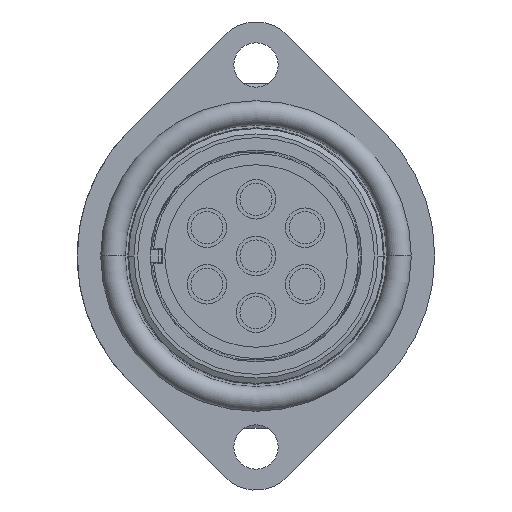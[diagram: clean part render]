
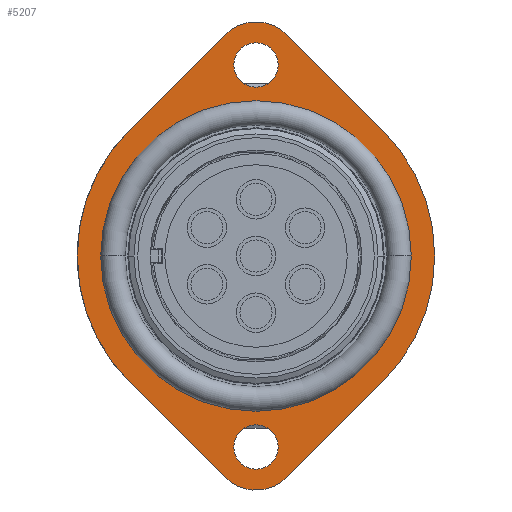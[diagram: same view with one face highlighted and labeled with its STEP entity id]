
A CAD part, left-side view. The second image highlights one B-rep face of the part: STEP entity #5207.
In plain terms, the highlighted planar face has unit normal (-1, 0, 0).
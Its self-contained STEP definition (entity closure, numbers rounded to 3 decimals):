
#839=CARTESIAN_POINT('',(-1.5,0.,0.));
#840=DIRECTION('',(-1.,0.,0.));
#841=DIRECTION('',(0.,-1.,0.));
#842=AXIS2_PLACEMENT_3D('',#839,#840,#841);
#844=CARTESIAN_POINT('',(-1.5,0.,0.));
#845=DIRECTION('',(-1.,0.,0.));
#846=DIRECTION('',(0.,-0.705,-0.71));
#847=AXIS2_PLACEMENT_3D('',#844,#845,#846);
#849=DIRECTION('',(0.,-0.71,0.705));
#850=VECTOR('',#849,10.92);
#851=CARTESIAN_POINT('',(-1.5,-2.466,-17.984));
#852=LINE('',#851,#850);
#853=CARTESIAN_POINT('',(-1.5,0.,-15.5));
#854=DIRECTION('',(-1.,0.,0.));
#855=DIRECTION('',(0.,0.705,-0.71));
#856=AXIS2_PLACEMENT_3D('',#853,#854,#855);
#858=DIRECTION('',(0.,-0.71,-0.705));
#859=VECTOR('',#858,10.92);
#860=CARTESIAN_POINT('',(-1.5,10.216,-10.29));
#861=LINE('',#860,#859);
#862=CARTESIAN_POINT('',(-1.5,0.,0.));
#863=DIRECTION('',(-1.,0.,0.));
#864=DIRECTION('',(0.,1.,0.));
#865=AXIS2_PLACEMENT_3D('',#862,#863,#864);
#867=CARTESIAN_POINT('',(-1.5,0.,0.));
#868=DIRECTION('',(-1.,0.,0.));
#869=DIRECTION('',(0.,0.705,0.71));
#870=AXIS2_PLACEMENT_3D('',#867,#868,#869);
#872=DIRECTION('',(0.,0.71,-0.705));
#873=VECTOR('',#872,10.92);
#874=CARTESIAN_POINT('',(-1.5,2.466,17.984));
#875=LINE('',#874,#873);
#876=CARTESIAN_POINT('',(-1.5,0.,15.5));
#877=DIRECTION('',(-1.,0.,0.));
#878=DIRECTION('',(0.,-0.705,0.71));
#879=AXIS2_PLACEMENT_3D('',#876,#877,#878);
#881=DIRECTION('',(0.,0.71,0.705));
#882=VECTOR('',#881,10.92);
#883=CARTESIAN_POINT('',(-1.5,-10.216,10.29));
#884=LINE('',#883,#882);
#885=CARTESIAN_POINT('',(-1.5,0.,0.));
#886=DIRECTION('',(1.,0.,0.));
#887=DIRECTION('',(0.,1.,0.));
#888=AXIS2_PLACEMENT_3D('',#885,#886,#887);
#890=CARTESIAN_POINT('',(-1.5,0.,0.));
#891=DIRECTION('',(1.,0.,0.));
#892=DIRECTION('',(0.,-1.,0.));
#893=AXIS2_PLACEMENT_3D('',#890,#891,#892);
#895=CARTESIAN_POINT('',(-1.5,0.,-15.5));
#896=DIRECTION('',(1.,0.,0.));
#897=DIRECTION('',(0.,-1.,0.));
#898=AXIS2_PLACEMENT_3D('',#895,#896,#897);
#900=CARTESIAN_POINT('',(-1.5,0.,-15.5));
#901=DIRECTION('',(1.,0.,0.));
#902=DIRECTION('',(0.,1.,0.));
#903=AXIS2_PLACEMENT_3D('',#900,#901,#902);
#905=CARTESIAN_POINT('',(-1.5,0.,15.5));
#906=DIRECTION('',(1.,0.,0.));
#907=DIRECTION('',(0.,-1.,0.));
#908=AXIS2_PLACEMENT_3D('',#905,#906,#907);
#910=CARTESIAN_POINT('',(-1.5,0.,15.5));
#911=DIRECTION('',(1.,0.,0.));
#912=DIRECTION('',(0.,1.,0.));
#913=AXIS2_PLACEMENT_3D('',#910,#911,#912);
#3410=CARTESIAN_POINT('',(-1.5,-14.5,0.));
#3411=CARTESIAN_POINT('',(-1.5,-10.216,10.29));
#3412=VERTEX_POINT('',#3410);
#3413=VERTEX_POINT('',#3411);
#3414=CARTESIAN_POINT('',(-1.5,-10.216,-10.29));
#3415=VERTEX_POINT('',#3414);
#3416=CARTESIAN_POINT('',(-1.5,-2.466,-17.984));
#3417=VERTEX_POINT('',#3416);
#3418=CARTESIAN_POINT('',(-1.5,2.466,-17.984));
#3419=VERTEX_POINT('',#3418);
#3420=CARTESIAN_POINT('',(-1.5,10.216,-10.29));
#3421=VERTEX_POINT('',#3420);
#3422=CARTESIAN_POINT('',(-1.5,14.5,0.));
#3423=VERTEX_POINT('',#3422);
#3424=CARTESIAN_POINT('',(-1.5,10.216,10.29));
#3425=VERTEX_POINT('',#3424);
#3426=CARTESIAN_POINT('',(-1.5,2.466,17.984));
#3427=VERTEX_POINT('',#3426);
#3428=CARTESIAN_POINT('',(-1.5,-2.466,17.984));
#3429=VERTEX_POINT('',#3428);
#3430=CARTESIAN_POINT('',(-1.5,12.6,0.));
#3431=CARTESIAN_POINT('',(-1.5,-12.6,0.));
#3432=VERTEX_POINT('',#3430);
#3433=VERTEX_POINT('',#3431);
#3434=CARTESIAN_POINT('',(-1.5,-1.8,-15.5));
#3435=CARTESIAN_POINT('',(-1.5,1.8,-15.5));
#3436=VERTEX_POINT('',#3434);
#3437=VERTEX_POINT('',#3435);
#3438=CARTESIAN_POINT('',(-1.5,-1.8,15.5));
#3439=CARTESIAN_POINT('',(-1.5,1.8,15.5));
#3440=VERTEX_POINT('',#3438);
#3441=VERTEX_POINT('',#3439);
#5172=CARTESIAN_POINT('',(-1.5,0.,0.));
#5173=DIRECTION('',(1.,0.,0.));
#5174=DIRECTION('',(0.,0.,-1.));
#5175=AXIS2_PLACEMENT_3D('',#5172,#5173,#5174);
#5176=PLANE('',#5175);
#5177=ORIENTED_EDGE('',*,*,#5043,.F.);
#5178=ORIENTED_EDGE('',*,*,#5041,.F.);
#5179=ORIENTED_EDGE('',*,*,#5085,.F.);
#5180=ORIENTED_EDGE('',*,*,#5100,.F.);
#5181=ORIENTED_EDGE('',*,*,#5141,.F.);
#5182=ORIENTED_EDGE('',*,*,#5156,.F.);
#5183=ORIENTED_EDGE('',*,*,#5154,.F.);
#5184=ORIENTED_EDGE('',*,*,#4967,.F.);
#5185=ORIENTED_EDGE('',*,*,#4983,.F.);
#5186=ORIENTED_EDGE('',*,*,#5024,.F.);
#5187=EDGE_LOOP('',(#5177,#5178,#5179,#5180,#5181,#5182,#5183,#5184,#5185,
#5186));
#5188=FACE_OUTER_BOUND('',#5187,.F.);
#5190=ORIENTED_EDGE('',*,*,#5189,.F.);
#5192=ORIENTED_EDGE('',*,*,#5191,.F.);
#5193=EDGE_LOOP('',(#5190,#5192));
#5194=FACE_BOUND('',#5193,.F.);
#5196=ORIENTED_EDGE('',*,*,#5195,.F.);
#5198=ORIENTED_EDGE('',*,*,#5197,.F.);
#5199=EDGE_LOOP('',(#5196,#5198));
#5200=FACE_BOUND('',#5199,.F.);
#5202=ORIENTED_EDGE('',*,*,#5201,.F.);
#5204=ORIENTED_EDGE('',*,*,#5203,.F.);
#5205=EDGE_LOOP('',(#5202,#5204));
#5206=FACE_BOUND('',#5205,.F.);
#843=CIRCLE('',#842,14.5);
#848=CIRCLE('',#847,14.5);
#857=CIRCLE('',#856,3.5);
#866=CIRCLE('',#865,14.5);
#871=CIRCLE('',#870,14.5);
#880=CIRCLE('',#879,3.5);
#889=CIRCLE('',#888,12.6);
#894=CIRCLE('',#893,12.6);
#899=CIRCLE('',#898,1.8);
#904=CIRCLE('',#903,1.8);
#909=CIRCLE('',#908,1.8);
#914=CIRCLE('',#913,1.8);
#4967=EDGE_CURVE('',#3427,#3425,#875,.T.);
#4983=EDGE_CURVE('',#3429,#3427,#880,.T.);
#5024=EDGE_CURVE('',#3413,#3429,#884,.T.);
#5041=EDGE_CURVE('',#3415,#3412,#848,.T.);
#5043=EDGE_CURVE('',#3412,#3413,#843,.T.);
#5085=EDGE_CURVE('',#3417,#3415,#852,.T.);
#5100=EDGE_CURVE('',#3419,#3417,#857,.T.);
#5141=EDGE_CURVE('',#3421,#3419,#861,.T.);
#5154=EDGE_CURVE('',#3425,#3423,#871,.T.);
#5156=EDGE_CURVE('',#3423,#3421,#866,.T.);
#5189=EDGE_CURVE('',#3432,#3433,#889,.T.);
#5191=EDGE_CURVE('',#3433,#3432,#894,.T.);
#5195=EDGE_CURVE('',#3436,#3437,#899,.T.);
#5197=EDGE_CURVE('',#3437,#3436,#904,.T.);
#5201=EDGE_CURVE('',#3440,#3441,#909,.T.);
#5203=EDGE_CURVE('',#3441,#3440,#914,.T.);
#5207=ADVANCED_FACE('',(#5188,#5194,#5200,#5206),#5176,.F.);
